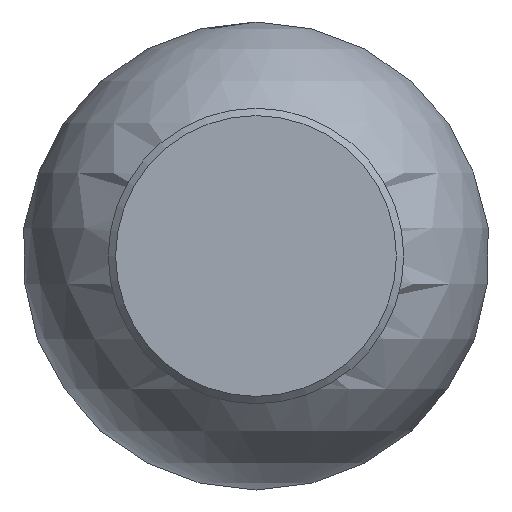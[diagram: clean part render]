
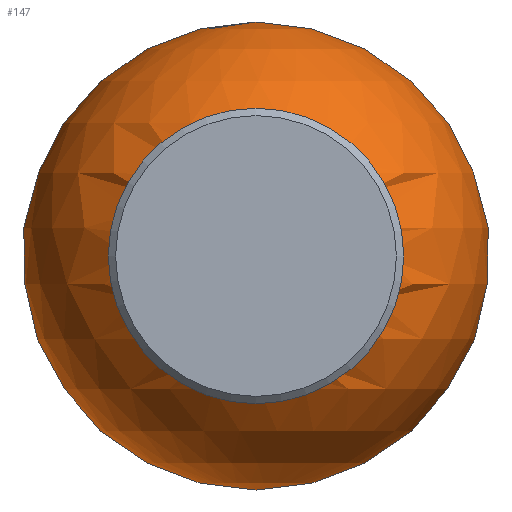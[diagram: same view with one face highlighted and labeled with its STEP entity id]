
A CAD part, front view. The second image highlights one B-rep face of the part: STEP entity #147.
In plain terms, the highlighted spherical face has radius 9.5 mm.
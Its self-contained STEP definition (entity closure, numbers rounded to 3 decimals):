
#8 = AXIS2_PLACEMENT_3D ( 'NONE', #208, #30, #109 ) ;
#14 = AXIS2_PLACEMENT_3D ( 'NONE', #66, #42, #183 ) ;
#30 = DIRECTION ( 'NONE',  ( 0., 0., 1. ) ) ;
#32 = EDGE_LOOP ( 'NONE', ( #85 ) ) ;
#42 = DIRECTION ( 'NONE',  ( 0., 1., 0. ) ) ;
#45 = FACE_OUTER_BOUND ( 'NONE', #32, .T. ) ;
#52 = VERTEX_POINT ( 'NONE', #176 ) ;
#61 = SPHERICAL_SURFACE ( 'NONE', #8, 9.5 ) ;
#66 = CARTESIAN_POINT ( 'NONE',  ( 0., 1182.512, 0. ) ) ;
#85 = ORIENTED_EDGE ( 'NONE', *, *, #153, .T. ) ;
#109 = DIRECTION ( 'NONE',  ( 1., 0., 0. ) ) ;
#147 = ADVANCED_FACE ( 'NONE', ( #45 ), #61, .T. ) ;
#153 = EDGE_CURVE ( 'NONE', #52, #52, #163, .T. ) ;
#163 = CIRCLE ( 'NONE', #14, 5.142 ) ;
#176 = CARTESIAN_POINT ( 'NONE',  ( 0., 1182.512, 5.142 ) ) ;
#183 = DIRECTION ( 'NONE',  ( 0., 0., 1. ) ) ;
#208 = CARTESIAN_POINT ( 'NONE',  ( 0., 1190.5, 0. ) ) ;
